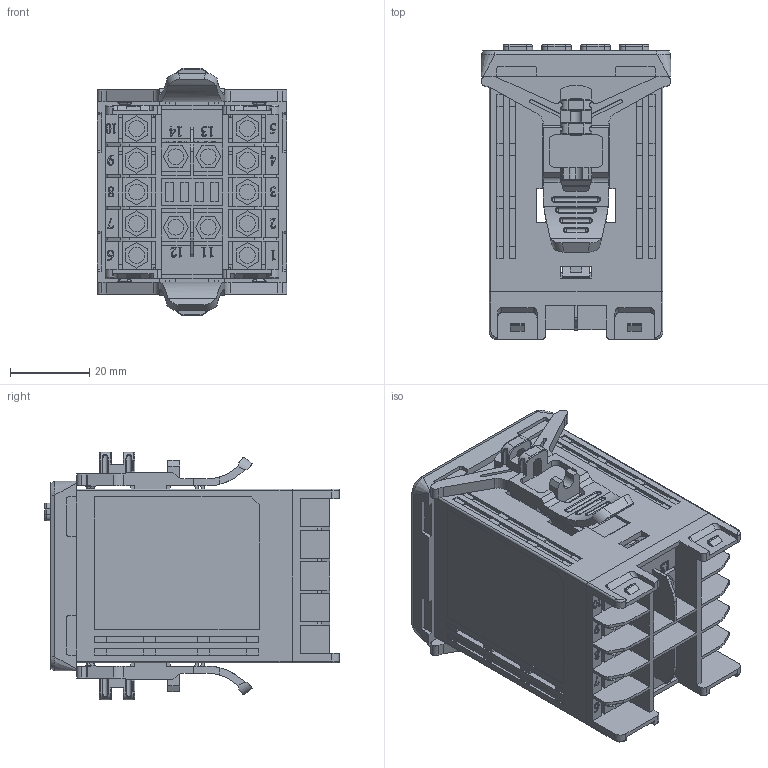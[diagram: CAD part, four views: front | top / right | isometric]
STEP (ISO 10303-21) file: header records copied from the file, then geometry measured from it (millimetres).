
FILE_DESCRIPTION (( 'STEP AP214' ), '1' );
FILE_NAME ('TER101 (S) áåç ëîãî.STEP', '2023-06-20T07:56:26', ( '' ), ( '' ), 'SwSTEP 2.0', 'SolidWorks 2021', '' );
FILE_SCHEMA (( 'AUTOMOTIVE_DESIGN' ));
Length unit declared in the file: millimetre
Products named in the file (8): TER101 (S) áåç ëîãî; KGTP4_19.stp_00; 000_6.stp_00; SC484805_3.stp_00; S1901_2.stp_00; SC484802_22.stp_00; SC484801_4.stp_00; TP4-A1_ASM_42_ASM.stp_00
Assembly tree (8 placements, depth 3):
  TER101 (S) áåç ëîãî
    TP4-A1_ASM_42_ASM.stp_00
      SC484802_22.stp_00
      SC484801_4.stp_00
      000_6.stp_00
      KGTP4_19.stp_00
      SC484805_3.stp_00
      S1901_2.stp_00  x2
Bounding box: 48 x 74.6 x 62.6 mm (x, y, z)
Volume: 39070.6 mm3; surface area: 53609 mm2
Topology: 7 solids, 7 shells, 3889 faces, 10778 edges, 7149 vertices
Faces by surface type: plane 2676, cylinder 735, bspline 390, torus 56, sphere 32
Entity records: 122927 total; most frequent: CARTESIAN_POINT 31174, ORIENTED_EDGE 20136, DIRECTION 16819, EDGE_CURVE 10068, LINE 7833, VECTOR 7833, VERTEX_POINT 6700, AXIS2_PLACEMENT_3D 4493
